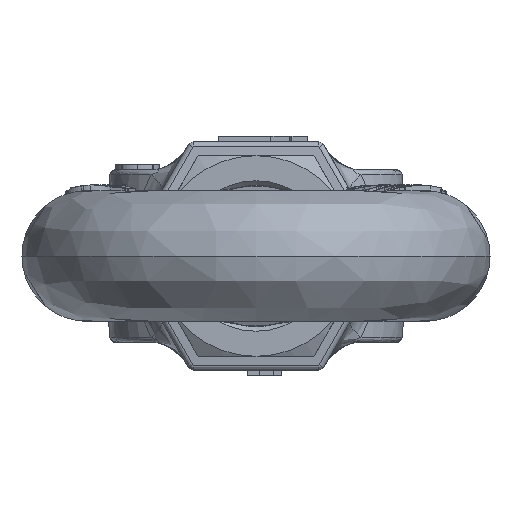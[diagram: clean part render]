
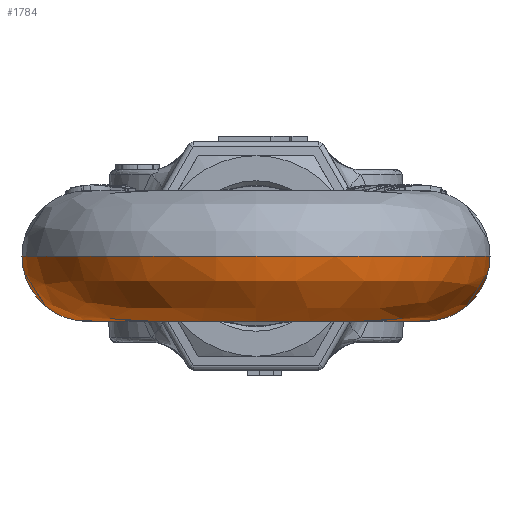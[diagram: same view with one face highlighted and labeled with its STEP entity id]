
A CAD part, left-side view. The second image highlights one B-rep face of the part: STEP entity #1784.
In plain terms, the highlighted free-form (B-spline) face has degree [3, 3] with [4, 4] control points.
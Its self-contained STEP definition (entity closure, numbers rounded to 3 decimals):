
#1784=ADVANCED_FACE('NONE',(#3741),#3742,.T.);
#3741=FACE_OUTER_BOUND('',#15025,.T.);
#3742=(B_SPLINE_SURFACE(3,3,((#15027,#15028,#15029,#15030),(#15031,#15032,#15033,#15034),(#15035,#15036,#15037,#15038),(#15039,#15040,#15041,#15042)),.UNSPECIFIED.,.F.,.F.,.F.)B_SPLINE_SURFACE_WITH_KNOTS((4,4),(4,4),(0.0,1.0),(0.0,1.0),.UNSPECIFIED.)RATIONAL_B_SPLINE_SURFACE(((1.0,0.341,0.341,1.0),(0.333,0.114,0.114,0.333),(0.333,0.114,0.114,0.333),(1.0,0.341,0.341,1.0)))BOUNDED_SURFACE()REPRESENTATION_ITEM('')GEOMETRIC_REPRESENTATION_ITEM()SURFACE());
#15025=EDGE_LOOP('',(#20931,#20932,#20933,#20934));
#15027=CARTESIAN_POINT('',(43.14,41.998,0.0));
#15028=CARTESIAN_POINT('',(-39.079,41.112,0.0));
#15029=CARTESIAN_POINT('',(-39.079,-41.112,0.0));
#15030=CARTESIAN_POINT('',(43.14,-41.998,0.0));
#15031=CARTESIAN_POINT('',(43.14,41.998,-23.5));
#15032=CARTESIAN_POINT('',(-39.079,41.112,-23.5));
#15033=CARTESIAN_POINT('',(-39.079,-41.112,-23.5));
#15034=CARTESIAN_POINT('',(43.14,-41.998,-23.5));
#15035=CARTESIAN_POINT('',(43.393,18.499,-23.5));
#15036=CARTESIAN_POINT('',(7.178,18.109,-23.5));
#15037=CARTESIAN_POINT('',(7.178,-18.109,-23.5));
#15038=CARTESIAN_POINT('',(43.393,-18.499,-23.5));
#15039=CARTESIAN_POINT('',(43.393,18.499,0.));
#15040=CARTESIAN_POINT('',(7.178,18.109,0.));
#15041=CARTESIAN_POINT('',(7.178,-18.109,0.));
#15042=CARTESIAN_POINT('',(43.393,-18.499,0.));
#20931=ORIENTED_EDGE('',*,*,#24400,.F.);
#20932=ORIENTED_EDGE('',*,*,#24401,.T.);
#20933=ORIENTED_EDGE('',*,*,#24402,.F.);
#20934=ORIENTED_EDGE('',*,*,#24403,.F.);
#24400=EDGE_CURVE('NONE',#27688,#27687,#27774,.T.);
#24401=EDGE_CURVE('NONE',#27688,#27539,#27775,.T.);
#24402=EDGE_CURVE('NONE',#27541,#27539,#27776,.T.);
#24403=EDGE_CURVE('NONE',#27687,#27541,#27777,.T.);
#27539=VERTEX_POINT('NONE',#38175);
#27541=VERTEX_POINT('NONE',#38177);
#27687=VERTEX_POINT('NONE',#38740);
#27688=VERTEX_POINT('NONE',#38741);
#27774=CIRCLE('',#39036,11.75);
#27775=CIRCLE('',#39037,18.5);
#27776=CIRCLE('',#39038,11.75);
#27777=CIRCLE('',#39039,42.0);
#38175=CARTESIAN_POINT('',(43.393,-18.499,0.));
#38177=CARTESIAN_POINT('',(43.14,-41.998,0.0));
#38740=CARTESIAN_POINT('',(43.14,41.998,0.0));
#38741=CARTESIAN_POINT('',(43.393,18.499,0.));
#39036=AXIS2_PLACEMENT_3D('',#42376,#42377,#42378);
#39037=AXIS2_PLACEMENT_3D('',#42379,#42380,#42381);
#39038=AXIS2_PLACEMENT_3D('',#42382,#42383,#42384);
#39039=AXIS2_PLACEMENT_3D('',#42385,#42386,#42387);
#42376=CARTESIAN_POINT('',(43.266,30.248,0.0));
#42377=DIRECTION('',(1.,0.011,0.0));
#42378=DIRECTION('',(-0.011,1.,0.0));
#42379=CARTESIAN_POINT('',(43.592,0.0,0.));
#42380=DIRECTION('',(0.0,0.0,1.0));
#42381=DIRECTION('',(1.0,0.0,0.0));
#42382=CARTESIAN_POINT('',(43.266,-30.248,0.0));
#42383=DIRECTION('',(1.,-0.011,0.0));
#42384=DIRECTION('',(-0.011,-1.,0.0));
#42385=CARTESIAN_POINT('',(43.592,0.0,0.0));
#42386=DIRECTION('',(0.0,0.0,1.0));
#42387=DIRECTION('',(1.0,0.0,0.0));
